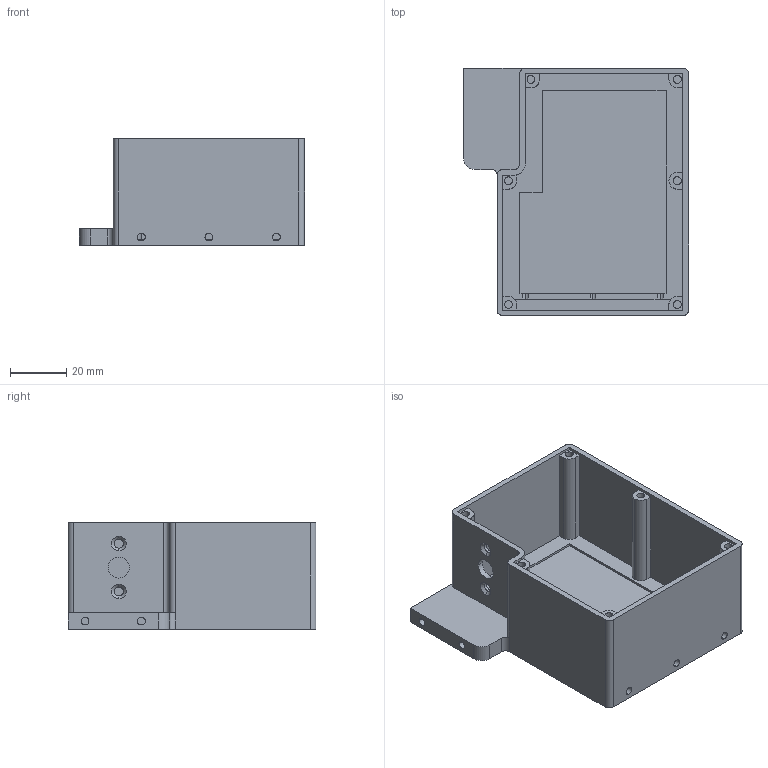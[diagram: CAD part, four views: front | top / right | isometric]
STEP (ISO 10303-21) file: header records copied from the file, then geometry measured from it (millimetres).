
FILE_DESCRIPTION (( 'STEP AP214' ), '1' );
FILE_NAME ('翋极.STEP', '2024-02-26T06:22:23', ( '' ), ( '' ), 'SwSTEP 2.0', 'SolidWorks 2021', '' );
FILE_SCHEMA (( 'AUTOMOTIVE_DESIGN' ));
Length unit declared in the file: millimetre
Products named in the file (1): 翋极
Bounding box: 80 x 88 x 38 mm (x, y, z)
Volume: 38709.6 mm3; surface area: 37508.1 mm2
Topology: 1 solids, 1 shells, 105 faces, 290 edges, 193 vertices
Faces by surface type: plane 56, cylinder 45, cone 4
Entity records: 3473 total; most frequent: CARTESIAN_POINT 624, DIRECTION 607, ORIENTED_EDGE 580, EDGE_CURVE 290, AXIS2_PLACEMENT_3D 212, VERTEX_POINT 193, LINE 183, VECTOR 183
